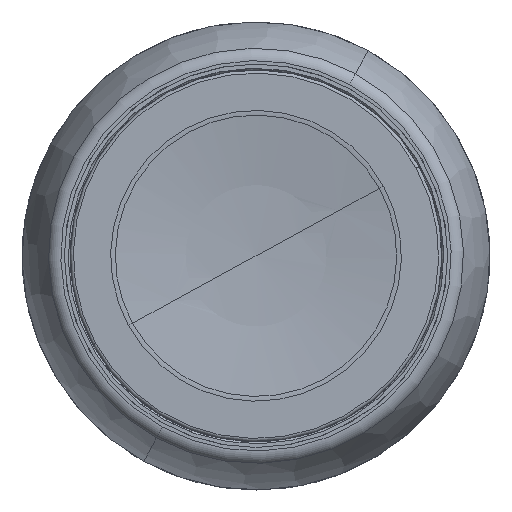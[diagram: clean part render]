
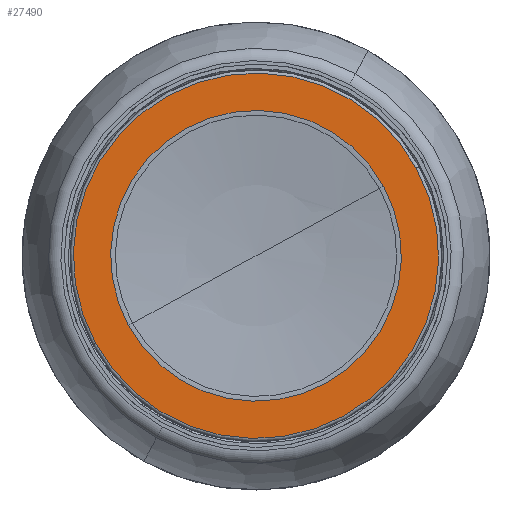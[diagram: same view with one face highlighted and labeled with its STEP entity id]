
A CAD part, top view. The second image highlights one B-rep face of the part: STEP entity #27490.
In plain terms, the highlighted planar face has unit normal (0, 0, 1).
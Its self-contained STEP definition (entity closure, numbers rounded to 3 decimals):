
#26101=AXIS2_PLACEMENT_3D('Circle Axis2P3D',#26099,#26100,$) ;
#26569=AXIS2_PLACEMENT_3D('Circle Axis2P3D',#26567,#26568,$) ;
#27466=AXIS2_PLACEMENT_3D('Plane Axis2P3D',#27463,#27464,#27465) ;
#27474=AXIS2_PLACEMENT_3D('Circle Axis2P3D',#27472,#27473,$) ;
#27483=AXIS2_PLACEMENT_3D('Circle Axis2P3D',#27481,#27482,$) ;
#26089=CARTESIAN_POINT('Vertex',(-10.246,-5.597,2.7)) ;
#26096=CARTESIAN_POINT('Vertex',(10.246,5.597,2.7)) ;
#26099=CARTESIAN_POINT('Axis2P3D Location',(0.,0.,2.7)) ;
#26567=CARTESIAN_POINT('Axis2P3D Location',(0.,0.,2.7)) ;
#27463=CARTESIAN_POINT('Axis2P3D Location',(9.138,0.,2.7)) ;
#27472=CARTESIAN_POINT('Axis2P3D Location',(0.,0.,2.7)) ;
#27476=CARTESIAN_POINT('Vertex',(8.153,4.454,2.7)) ;
#27478=CARTESIAN_POINT('Vertex',(-8.153,-4.454,2.7)) ;
#27481=CARTESIAN_POINT('Axis2P3D Location',(0.,0.,2.7)) ;
#26100=DIRECTION('Axis2P3D Direction',(0.,0.,1.)) ;
#26568=DIRECTION('Axis2P3D Direction',(0.,0.,1.)) ;
#27464=DIRECTION('Axis2P3D Direction',(0.,0.,1.)) ;
#27465=DIRECTION('Axis2P3D XDirection',(1.,0.,0.)) ;
#27473=DIRECTION('Axis2P3D Direction',(0.,0.,1.)) ;
#27482=DIRECTION('Axis2P3D Direction',(0.,0.,1.)) ;
#27469=ORIENTED_EDGE('',*,*,#26103,.T.) ;
#27470=ORIENTED_EDGE('',*,*,#26571,.T.) ;
#27487=ORIENTED_EDGE('',*,*,#27480,.F.) ;
#27488=ORIENTED_EDGE('',*,*,#27485,.F.) ;
#27489=FACE_BOUND('',#27486,.T.) ;
#27490=ADVANCED_FACE('Corps principal ( *SOL1 - wsp *MASTER -  )',(#27471,#27489),#27467,.T.) ;
#26102=CIRCLE('generated circle',#26101,11.675) ;
#26570=CIRCLE('generated circle',#26569,11.675) ;
#27475=CIRCLE('generated circle',#27474,9.29) ;
#27484=CIRCLE('generated circle',#27483,9.29) ;
#26103=EDGE_CURVE('',#26090,#26097,#26102,.T.) ;
#26571=EDGE_CURVE('',#26097,#26090,#26570,.T.) ;
#27480=EDGE_CURVE('',#27477,#27479,#27475,.T.) ;
#27485=EDGE_CURVE('',#27479,#27477,#27484,.T.) ;
#27468=EDGE_LOOP('',(#27469,#27470)) ;
#27486=EDGE_LOOP('',(#27487,#27488)) ;
#27471=FACE_OUTER_BOUND('',#27468,.T.) ;
#27467=PLANE('',#27466) ;
#26090=VERTEX_POINT('',#26089) ;
#26097=VERTEX_POINT('',#26096) ;
#27477=VERTEX_POINT('',#27476) ;
#27479=VERTEX_POINT('',#27478) ;
